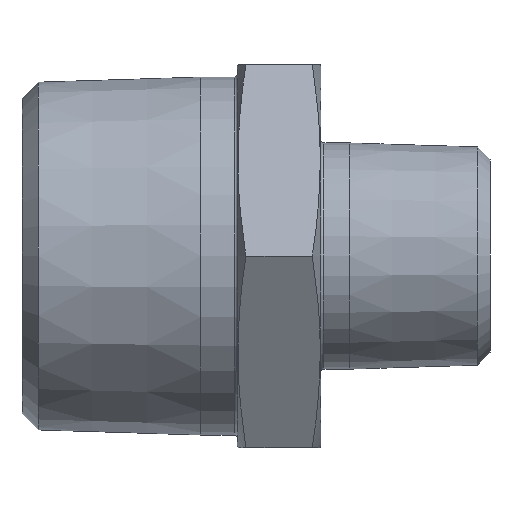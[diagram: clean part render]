
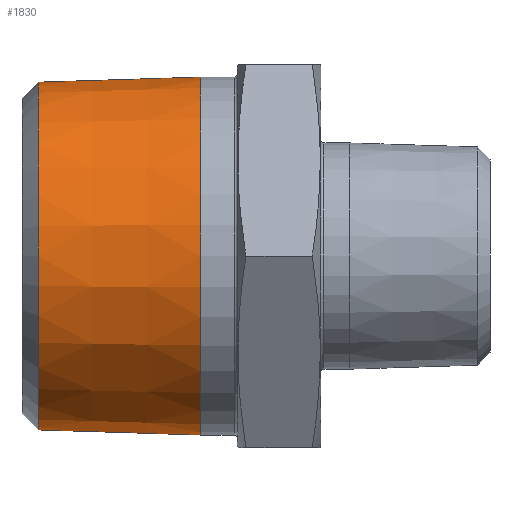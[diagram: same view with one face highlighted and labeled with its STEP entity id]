
A CAD part, front view. The second image highlights one B-rep face of the part: STEP entity #1830.
In plain terms, the highlighted conical face has half-angle 1.79 degrees and reference radius 16.625 mm.
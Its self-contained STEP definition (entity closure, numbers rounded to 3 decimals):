
#729 = VERTEX_POINT ( 'NONE', #11675 ) ;
#1215 = ORIENTED_EDGE ( 'NONE', *, *, #12201, .T. ) ;
#1761 = CIRCLE ( 'NONE', #2311, 16.347 ) ;
#1830 = ADVANCED_FACE ( 'NONE', ( #14784, #5726 ), #12469, .T. ) ;
#2311 = AXIS2_PLACEMENT_3D ( 'NONE', #15425, #12801, #3249 ) ;
#3249 = DIRECTION ( 'NONE',  ( 0., 0., 1. ) ) ;
#4954 = AXIS2_PLACEMENT_3D ( 'NONE', #11116, #8136, #13560 ) ;
#5726 = FACE_OUTER_BOUND ( 'NONE', #16187, .T. ) ;
#8136 = DIRECTION ( 'NONE',  ( 1., 0., 0. ) ) ;
#9334 = CIRCLE ( 'NONE', #15212, 16.824 ) ;
#11116 = CARTESIAN_POINT ( 'NONE',  ( 10.4, 0., 0. ) ) ;
#11499 = VERTEX_POINT ( 'NONE', #14883 ) ;
#11675 = CARTESIAN_POINT ( 'NONE',  ( 1.527, 0., 16.347 ) ) ;
#12201 = EDGE_CURVE ( 'NONE', #729, #729, #1761, .T. ) ;
#12469 = CONICAL_SURFACE ( 'NONE', #4954, 16.625, 0.031 ) ;
#12801 = DIRECTION ( 'NONE',  ( 1., 0., 0. ) ) ;
#13363 = DIRECTION ( 'NONE',  ( -1., 0., 0. ) ) ;
#13560 = DIRECTION ( 'NONE',  ( 0., 0., -1. ) ) ;
#13836 = EDGE_LOOP ( 'NONE', ( #1215 ) ) ;
#14784 = FACE_BOUND ( 'NONE', #13836, .T. ) ;
#14883 = CARTESIAN_POINT ( 'NONE',  ( 16.8, 0., 16.824 ) ) ;
#15212 = AXIS2_PLACEMENT_3D ( 'NONE', #16273, #13363, #17242 ) ;
#15277 = EDGE_CURVE ( 'NONE', #11499, #11499, #9334, .T. ) ;
#15425 = CARTESIAN_POINT ( 'NONE',  ( 1.527, 0., 0. ) ) ;
#15775 = ORIENTED_EDGE ( 'NONE', *, *, #15277, .T. ) ;
#16187 = EDGE_LOOP ( 'NONE', ( #15775 ) ) ;
#16273 = CARTESIAN_POINT ( 'NONE',  ( 16.8, 0., 0. ) ) ;
#17242 = DIRECTION ( 'NONE',  ( 0., 0., 1. ) ) ;
